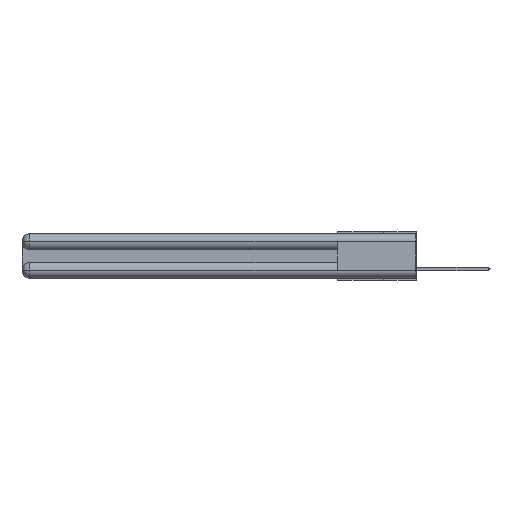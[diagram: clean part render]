
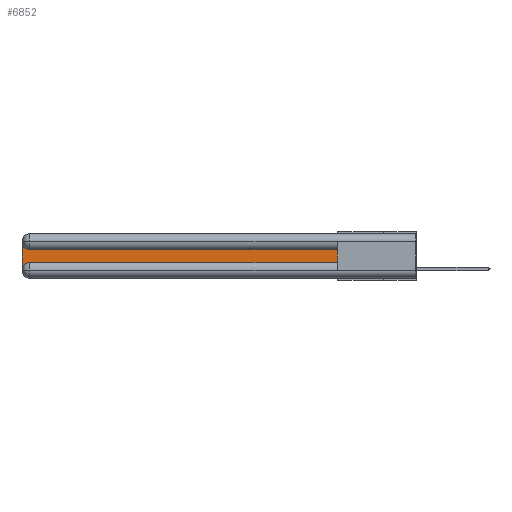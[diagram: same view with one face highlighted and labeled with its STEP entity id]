
A CAD part, left-side view. The second image highlights one B-rep face of the part: STEP entity #6852.
In plain terms, the highlighted planar face has unit normal (-1, 0, 0).
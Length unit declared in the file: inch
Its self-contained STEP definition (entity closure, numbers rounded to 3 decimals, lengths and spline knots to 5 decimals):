
#502 = LINE ( 'NONE', #9897, #21309 ) ;
#973 = EDGE_CURVE ( 'NONE', #9246, #13515, #32358, .T. ) ;
#1138 = VECTOR ( 'NONE', #18438, 39.37008 ) ;
#1157 = ORIENTED_EDGE ( 'NONE', *, *, #26383, .T. ) ;
#2476 = DIRECTION ( 'NONE',  ( 0., 0., -1. ) ) ;
#2738 = ORIENTED_EDGE ( 'NONE', *, *, #14002, .T. ) ;
#2975 = CARTESIAN_POINT ( 'NONE',  ( 0.075, 3., -0.0625 ) ) ;
#3202 = EDGE_LOOP ( 'NONE', ( #20400, #1157, #31301, #12166, #2738, #20375 ) ) ;
#3909 = PLANE ( 'NONE',  #26110 ) ;
#4520 = CARTESIAN_POINT ( 'NONE',  ( 0.075, 2.94, -0.0625 ) ) ;
#4857 = EDGE_CURVE ( 'NONE', #18035, #12546, #9133, .T. ) ;
#5031 = CIRCLE ( 'NONE', #10376, 0.06 ) ;
#5624 = FACE_OUTER_BOUND ( 'NONE', #3202, .T. ) ;
#6231 = VERTEX_POINT ( 'NONE', #2975 ) ;
#6599 = DIRECTION ( 'NONE',  ( 1., 0., 0. ) ) ;
#6852 = ADVANCED_FACE ( 'NONE', ( #5624 ), #3909, .F. ) ;
#7341 = DIRECTION ( 'NONE',  ( 0., 0., 1. ) ) ;
#9133 = LINE ( 'NONE', #15858, #1138 ) ;
#9246 = VERTEX_POINT ( 'NONE', #29268 ) ;
#9722 = CARTESIAN_POINT ( 'NONE',  ( 0.075, 0.6, -0.2175 ) ) ;
#9897 = CARTESIAN_POINT ( 'NONE',  ( 0.075, 0.6, -0.2175 ) ) ;
#10376 = AXIS2_PLACEMENT_3D ( 'NONE', #4520, #15850, #22796 ) ;
#10569 = VECTOR ( 'NONE', #2476, 39.37008 ) ;
#10802 = DIRECTION ( 'NONE',  ( 0., 0., -1. ) ) ;
#11336 = EDGE_CURVE ( 'NONE', #22443, #18035, #502, .T. ) ;
#12166 = ORIENTED_EDGE ( 'NONE', *, *, #973, .T. ) ;
#12537 = VECTOR ( 'NONE', #22752, 39.37008 ) ;
#12546 = VERTEX_POINT ( 'NONE', #27204 ) ;
#13384 = EDGE_CURVE ( 'NONE', #6231, #9246, #16567, .T. ) ;
#13515 = VERTEX_POINT ( 'NONE', #26338 ) ;
#14002 = EDGE_CURVE ( 'NONE', #13515, #22443, #20188, .T. ) ;
#15168 = CARTESIAN_POINT ( 'NONE',  ( 0.075, 0.6, -0.1225 ) ) ;
#15850 = DIRECTION ( 'NONE',  ( 1., 0., 0. ) ) ;
#15858 = CARTESIAN_POINT ( 'NONE',  ( 0.075, 0.6, -0.1225 ) ) ;
#16567 = LINE ( 'NONE', #30671, #10569 ) ;
#18035 = VERTEX_POINT ( 'NONE', #15168 ) ;
#18438 = DIRECTION ( 'NONE',  ( 0., 1., 0. ) ) ;
#20188 = LINE ( 'NONE', #9722, #12537 ) ;
#20375 = ORIENTED_EDGE ( 'NONE', *, *, #11336, .T. ) ;
#20400 = ORIENTED_EDGE ( 'NONE', *, *, #4857, .T. ) ;
#21016 = DIRECTION ( 'NONE',  ( 1., 0., 0. ) ) ;
#21309 = VECTOR ( 'NONE', #7341, 39.37008 ) ;
#21647 = DIRECTION ( 'NONE',  ( 0., 0., -1. ) ) ;
#22443 = VERTEX_POINT ( 'NONE', #30000 ) ;
#22752 = DIRECTION ( 'NONE',  ( 0., -1., 0. ) ) ;
#22796 = DIRECTION ( 'NONE',  ( 0., 0., -1. ) ) ;
#24456 = CARTESIAN_POINT ( 'NONE',  ( 0.075, 3., -0.1225 ) ) ;
#26110 = AXIS2_PLACEMENT_3D ( 'NONE', #24456, #6599, #21647 ) ;
#26338 = CARTESIAN_POINT ( 'NONE',  ( 0.075, 2.94, -0.2175 ) ) ;
#26383 = EDGE_CURVE ( 'NONE', #12546, #6231, #5031, .T. ) ;
#26606 = CARTESIAN_POINT ( 'NONE',  ( 0.075, 2.94, -0.2775 ) ) ;
#27204 = CARTESIAN_POINT ( 'NONE',  ( 0.075, 2.94, -0.1225 ) ) ;
#29021 = AXIS2_PLACEMENT_3D ( 'NONE', #26606, #21016, #10802 ) ;
#29268 = CARTESIAN_POINT ( 'NONE',  ( 0.075, 3., -0.2775 ) ) ;
#30000 = CARTESIAN_POINT ( 'NONE',  ( 0.075, 0.6, -0.2175 ) ) ;
#30671 = CARTESIAN_POINT ( 'NONE',  ( 0.075, 3., -0.2175 ) ) ;
#31301 = ORIENTED_EDGE ( 'NONE', *, *, #13384, .T. ) ;
#32358 = CIRCLE ( 'NONE', #29021, 0.06 ) ;
